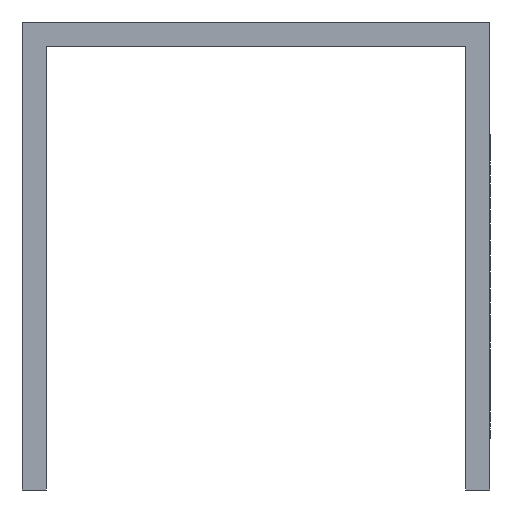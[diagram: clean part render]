
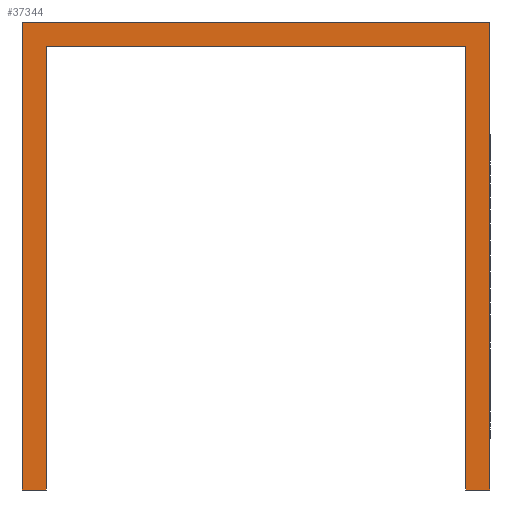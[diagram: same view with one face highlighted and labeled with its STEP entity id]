
A CAD part, front view. The second image highlights one B-rep face of the part: STEP entity #37344.
In plain terms, the highlighted planar face has unit normal (0, -1, 0).
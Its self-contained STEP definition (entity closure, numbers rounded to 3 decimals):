
#1028 = DIRECTION ( 'NONE',  ( 0., 0., -1. ) ) ;
#1228 = DIRECTION ( 'NONE',  ( 0., 0., -1. ) ) ;
#2137 = DIRECTION ( 'NONE',  ( 0., 0., -1. ) ) ;
#2724 = LINE ( 'NONE', #14465, #26535 ) ;
#3670 = ORIENTED_EDGE ( 'NONE', *, *, #23150, .F. ) ;
#3877 = VERTEX_POINT ( 'NONE', #10088 ) ;
#4064 = VECTOR ( 'NONE', #37619, 1000. ) ;
#4301 = VERTEX_POINT ( 'NONE', #39459 ) ;
#4864 = PLANE ( 'NONE',  #9736 ) ;
#5253 = CARTESIAN_POINT ( 'NONE',  ( 0., 0., 0. ) ) ;
#5472 = DIRECTION ( 'NONE',  ( 0., 0., 1. ) ) ;
#5492 = DIRECTION ( 'NONE',  ( 1., 0., 0. ) ) ;
#6361 = DIRECTION ( 'NONE',  ( -1., 0., 0. ) ) ;
#9710 = CARTESIAN_POINT ( 'NONE',  ( -21.5, 0., 0. ) ) ;
#9736 = AXIS2_PLACEMENT_3D ( 'NONE', #5253, #17291, #2137 ) ;
#10088 = CARTESIAN_POINT ( 'NONE',  ( -21.5, 0., -45.5 ) ) ;
#10809 = VERTEX_POINT ( 'NONE', #23657 ) ;
#11705 = VECTOR ( 'NONE', #17095, 1000. ) ;
#11722 = VECTOR ( 'NONE', #6361, 1000. ) ;
#11842 = EDGE_CURVE ( 'NONE', #33704, #4301, #37090, .T. ) ;
#12027 = CARTESIAN_POINT ( 'NONE',  ( -21.5, 0., 0. ) ) ;
#12431 = FACE_OUTER_BOUND ( 'NONE', #19291, .T. ) ;
#13221 = LINE ( 'NONE', #12027, #11722 ) ;
#13661 = LINE ( 'NONE', #35683, #11705 ) ;
#13866 = ORIENTED_EDGE ( 'NONE', *, *, #14686, .F. ) ;
#13867 = ORIENTED_EDGE ( 'NONE', *, *, #11842, .F. ) ;
#14465 = CARTESIAN_POINT ( 'NONE',  ( -24., 0., -45.5 ) ) ;
#14686 = EDGE_CURVE ( 'NONE', #25095, #24543, #13221, .T. ) ;
#15881 = EDGE_CURVE ( 'NONE', #10809, #25095, #16528, .T. ) ;
#16528 = LINE ( 'NONE', #39742, #31664 ) ;
#16583 = CARTESIAN_POINT ( 'NONE',  ( -21.5, 0., 0. ) ) ;
#16904 = VERTEX_POINT ( 'NONE', #32195 ) ;
#17095 = DIRECTION ( 'NONE',  ( -1., 0., 0. ) ) ;
#17291 = DIRECTION ( 'NONE',  ( 0., -1., 0. ) ) ;
#17565 = DIRECTION ( 'NONE',  ( 0., 0., 1. ) ) ;
#19291 = EDGE_LOOP ( 'NONE', ( #34047, #20186, #22690, #13867, #35885, #3670, #24051, #13866 ) ) ;
#20121 = EDGE_CURVE ( 'NONE', #16904, #10809, #27407, .T. ) ;
#20186 = ORIENTED_EDGE ( 'NONE', *, *, #20121, .F. ) ;
#22690 = ORIENTED_EDGE ( 'NONE', *, *, #24974, .F. ) ;
#23150 = EDGE_CURVE ( 'NONE', #3877, #38845, #13661, .T. ) ;
#23406 = VECTOR ( 'NONE', #5492, 1000. ) ;
#23657 = CARTESIAN_POINT ( 'NONE',  ( 21.5, 0., -45.5 ) ) ;
#23739 = VECTOR ( 'NONE', #1028, 1000. ) ;
#24051 = ORIENTED_EDGE ( 'NONE', *, *, #26562, .F. ) ;
#24543 = VERTEX_POINT ( 'NONE', #9710 ) ;
#24798 = CARTESIAN_POINT ( 'NONE',  ( 21.5, 0., -45.5 ) ) ;
#24974 = EDGE_CURVE ( 'NONE', #4301, #16904, #36446, .T. ) ;
#25095 = VERTEX_POINT ( 'NONE', #32897 ) ;
#25456 = CARTESIAN_POINT ( 'NONE',  ( -24., 0., -45.5 ) ) ;
#25678 = CARTESIAN_POINT ( 'NONE',  ( 24., 0., -45.5 ) ) ;
#26535 = VECTOR ( 'NONE', #17565, 1000. ) ;
#26562 = EDGE_CURVE ( 'NONE', #24543, #3877, #40365, .T. ) ;
#27407 = LINE ( 'NONE', #24798, #4064 ) ;
#30232 = CARTESIAN_POINT ( 'NONE',  ( 24., 0., 2.5 ) ) ;
#31664 = VECTOR ( 'NONE', #5472, 1000. ) ;
#32195 = CARTESIAN_POINT ( 'NONE',  ( 24., 0., -45.5 ) ) ;
#32897 = CARTESIAN_POINT ( 'NONE',  ( 21.5, 0., 0. ) ) ;
#33704 = VERTEX_POINT ( 'NONE', #34778 ) ;
#34047 = ORIENTED_EDGE ( 'NONE', *, *, #15881, .F. ) ;
#34778 = CARTESIAN_POINT ( 'NONE',  ( -24., 0., 2.5 ) ) ;
#35683 = CARTESIAN_POINT ( 'NONE',  ( -21.5, 0., -45.5 ) ) ;
#35885 = ORIENTED_EDGE ( 'NONE', *, *, #37461, .F. ) ;
#36446 = LINE ( 'NONE', #25678, #38879 ) ;
#37090 = LINE ( 'NONE', #30232, #23406 ) ;
#37344 = ADVANCED_FACE ( 'NONE', ( #12431 ), #4864, .T. ) ;
#37461 = EDGE_CURVE ( 'NONE', #38845, #33704, #2724, .T. ) ;
#37619 = DIRECTION ( 'NONE',  ( -1., 0., 0. ) ) ;
#38845 = VERTEX_POINT ( 'NONE', #25456 ) ;
#38879 = VECTOR ( 'NONE', #1228, 1000. ) ;
#39459 = CARTESIAN_POINT ( 'NONE',  ( 24., 0., 2.5 ) ) ;
#39742 = CARTESIAN_POINT ( 'NONE',  ( 21.5, 0., 0. ) ) ;
#40365 = LINE ( 'NONE', #16583, #23739 ) ;
